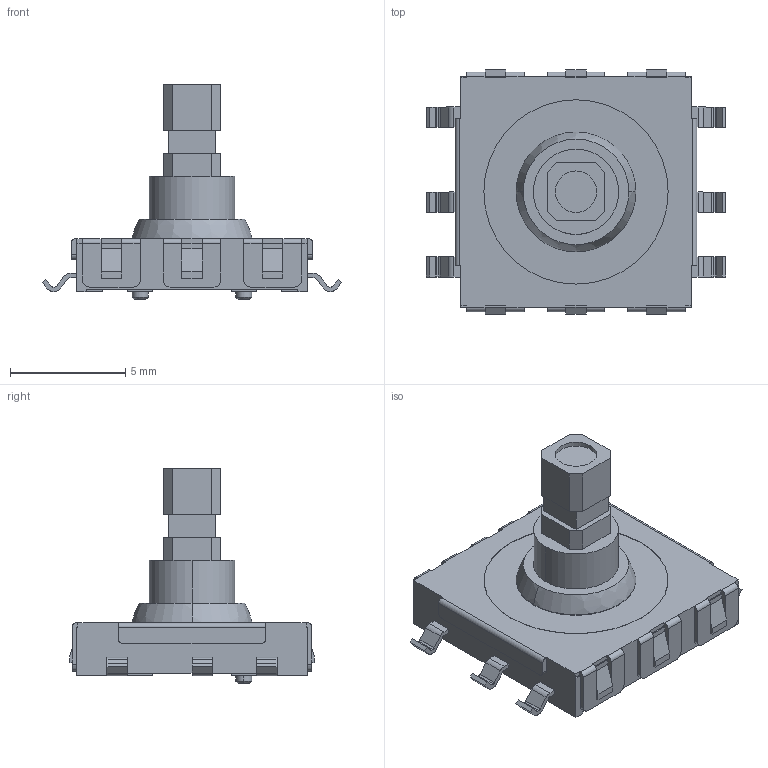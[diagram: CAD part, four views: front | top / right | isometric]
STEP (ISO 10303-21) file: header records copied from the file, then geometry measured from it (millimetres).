
FILE_DESCRIPTION (( 'STEP AP214' ), '1' );
FILE_NAME ('MU-AS90R.STEP', '2024-04-30T09:37:31', ( '' ), ( '' ), 'SwSTEP 2.0', 'SolidWorks 2020', '' );
FILE_SCHEMA (( 'AUTOMOTIVE_DESIGN' ));
Length unit declared in the file: centimetre
Products named in the file (1): MU-AS90R
Bounding box: 13 x 10.6 x 9.35 mm (x, y, z)
Volume: 288.4 mm3; surface area: 407 mm2
Topology: 1 solids, 1 shells, 325 faces, 886 edges, 582 vertices
Faces by surface type: plane 241, cylinder 78, cone 4, bspline 2
Entity records: 10606 total; most frequent: CARTESIAN_POINT 1824, ORIENTED_EDGE 1772, DIRECTION 1698, EDGE_CURVE 886, VECTOR 722, LINE 722, VERTEX_POINT 582, AXIS2_PLACEMENT_3D 488
